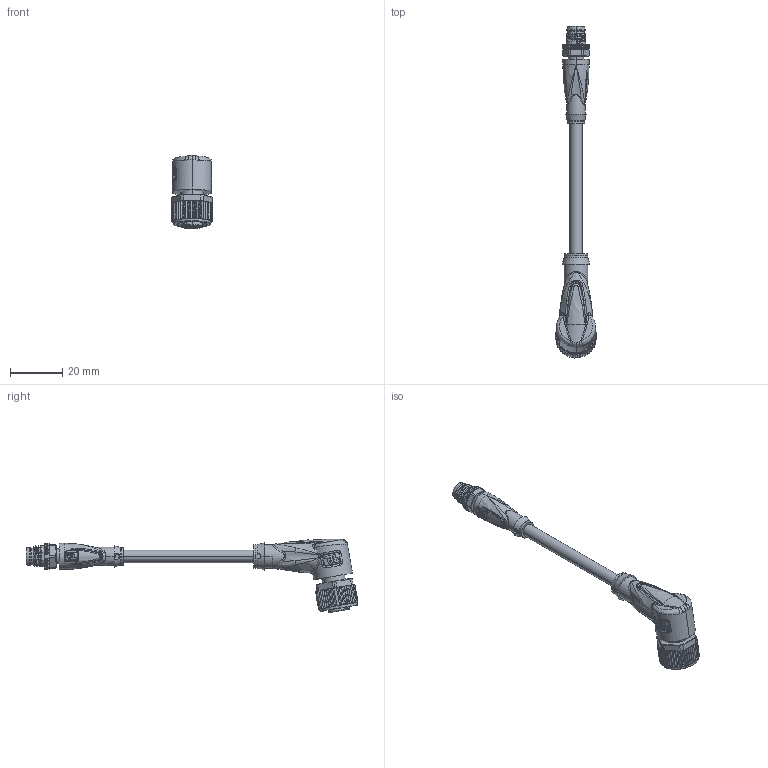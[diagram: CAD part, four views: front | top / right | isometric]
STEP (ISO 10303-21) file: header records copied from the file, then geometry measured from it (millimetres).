
FILE_DESCRIPTION(('STEP AP214'),'1');
FILE_NAME('cctmp_C4559BEB-2C1C-42ED-B6F6-5EAC245A8545_2022_04_27_10_32_04_0529..stp','2022-04-27T08:32:12',('KiM GmbH'),('CADClick - www.CADClick.com'),'Spatial InterOp 3D postprocessed',' ','unknown authorization');
FILE_SCHEMA(('AUTOMOTIVE_DESIGN'));
Length unit declared in the file: millimetre
Products named in the file (9): Connection2; Connection2_2; Connection2_1; T195710_1; Cable; Connection1; Connection1_2; Connection1_1; T195710
Assembly tree (8 placements, depth 4):
  T195710
    T195710_1
      Connection2
        Connection2_2
        Connection2_1
      Cable
      Connection1
        Connection1_2
        Connection1_1
Bounding box: 15.4 x 127.16 x 28.05 mm (x, y, z)
Volume: 8888.3 mm3; surface area: 7046.3 mm2
Topology: 7 solids, 29 shells, 1903 faces, 4987 edges, 3171 vertices
Faces by surface type: plane 902, cylinder 324, bspline 258, torus 242, cone 153, extrusion 16, sphere 8
Entity records: 99954 total; most frequent: CARTESIAN_POINT 46142, ORIENTED_EDGE 9908, DIRECTION 8445, EDGE_CURVE 4976, VERTEX_POINT 3171, AXIS2_PLACEMENT_3D 2931, STYLED_ITEM 2730, PRESENTATION_STYLE_ASSIGNMENT 2730
